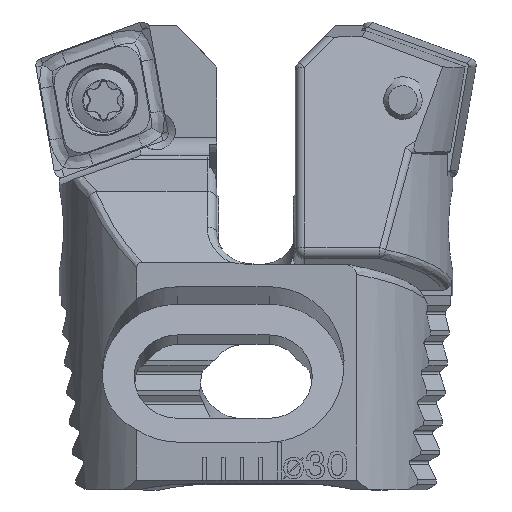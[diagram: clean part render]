
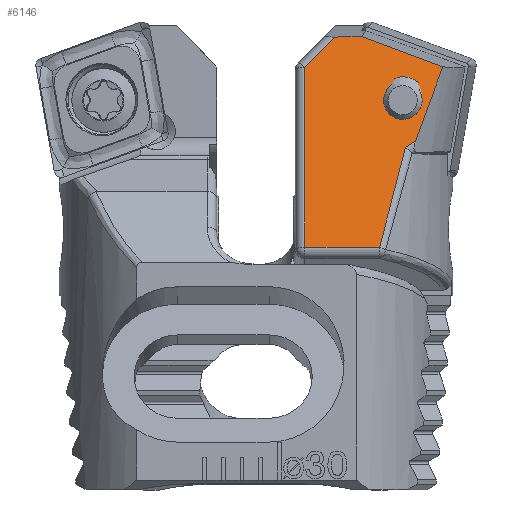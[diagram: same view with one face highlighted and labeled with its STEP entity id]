
A CAD part, top view. The second image highlights one B-rep face of the part: STEP entity #6146.
In plain terms, the highlighted face is planar.
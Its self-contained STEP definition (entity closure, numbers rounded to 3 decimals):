
#203 = DIRECTION ( 'NONE',  ( 0.933, 0.347, 0.093 ) ) ;
#459 = CARTESIAN_POINT ( 'NONE',  ( 3.777, -6.713, -6.348 ) ) ;
#859 = CARTESIAN_POINT ( 'NONE',  ( 3.23, -6.337, -6.247 ) ) ;
#878 = VECTOR ( 'NONE', #4702, 1000. ) ;
#1063 = LINE ( 'NONE', #10295, #9192 ) ;
#1228 = DIRECTION ( 'NONE',  ( -1., 0., 0. ) ) ;
#1368 = LINE ( 'NONE', #5003, #6043 ) ;
#1688 = LINE ( 'NONE', #8741, #7048 ) ;
#1909 = CARTESIAN_POINT ( 'NONE',  ( 5.156, -12.022, -7.771 ) ) ;
#2009 = EDGE_LOOP ( 'NONE', ( #7109, #7482, #8289, #4581, #4650, #7877, #5894, #9230 ) ) ;
#2079 = CARTESIAN_POINT ( 'NONE',  ( 9.15, -12.022, -7.771 ) ) ;
#2175 = VERTEX_POINT ( 'NONE', #11574 ) ;
#2216 = VERTEX_POINT ( 'NONE', #3474 ) ;
#2356 = CARTESIAN_POINT ( 'NONE',  ( 1.787, -2.399, -5.192 ) ) ;
#2631 = VERTEX_POINT ( 'NONE', #10214 ) ;
#2648 = CARTESIAN_POINT ( 'NONE',  ( 5.156, -12.022, -7.771 ) ) ;
#2711 = CARTESIAN_POINT ( 'NONE',  ( 2.117, -5.581, -6.045 ) ) ;
#2720 = CARTESIAN_POINT ( 'NONE',  ( 3.777, -6.713, -6.348 ) ) ;
#2996 = EDGE_CURVE ( 'NONE', #8342, #2631, #11767, .T. ) ;
#3003 = CARTESIAN_POINT ( 'NONE',  ( 3.704, -3.176, -5.4 ) ) ;
#3220 = EDGE_CURVE ( 'NONE', #5074, #8342, #3467, .T. ) ;
#3343 = DIRECTION ( 'NONE',  ( 0., -0.966, -0.259 ) ) ;
#3385 = DIRECTION ( 'NONE',  ( 0., -0.259, 0.966 ) ) ;
#3467 = B_SPLINE_CURVE_WITH_KNOTS ( 'NONE', 3,
 ( #2720, #4704, #6434, #859 ),
 .UNSPECIFIED., .F., .F.,
 ( 4, 4 ),
 ( 0., 0.001 ),
 .UNSPECIFIED. ) ;
#3474 = CARTESIAN_POINT ( 'NONE',  ( 9.15, -2.419, -5.198 ) ) ;
#3498 = CARTESIAN_POINT ( 'NONE',  ( 23.25, -0.004, -4.551 ) ) ;
#3603 = CARTESIAN_POINT ( 'NONE',  ( 3.704, -3.176, -5.4 ) ) ;
#4168 = CARTESIAN_POINT ( 'NONE',  ( 3.23, -6.337, -6.247 ) ) ;
#4275 = FACE_OUTER_BOUND ( 'NONE', #2009, .T. ) ;
#4513 =( BOUNDED_CURVE ( )  B_SPLINE_CURVE ( 3, ( #1909, #10241, #8460, #4766 ),
 .UNSPECIFIED., .F., .F. ) 
 B_SPLINE_CURVE_WITH_KNOTS ( ( 4, 4 ),
 ( 3.838, 4.047 ),
 .UNSPECIFIED. ) 
 CURVE ( )  GEOMETRIC_REPRESENTATION_ITEM ( )  RATIONAL_B_SPLINE_CURVE ( ( 1., 0.996, 0.996, 1. ) ) 
 REPRESENTATION_ITEM ( '' )  );
#4581 = ORIENTED_EDGE ( 'NONE', *, *, #4803, .F. ) ;
#4650 = ORIENTED_EDGE ( 'NONE', *, *, #8887, .T. ) ;
#4702 = DIRECTION ( 'NONE',  ( 0., -0.966, -0.259 ) ) ;
#4704 = CARTESIAN_POINT ( 'NONE',  ( 3.593, -6.59, -6.315 ) ) ;
#4766 = CARTESIAN_POINT ( 'NONE',  ( 3.777, -6.713, -6.348 ) ) ;
#4803 = EDGE_CURVE ( 'NONE', #2175, #5599, #9981, .T. ) ;
#4840 = LINE ( 'NONE', #6502, #878 ) ;
#5003 = CARTESIAN_POINT ( 'NONE',  ( 23.25, -12.022, -7.771 ) ) ;
#5074 = VERTEX_POINT ( 'NONE', #459 ) ;
#5096 = CARTESIAN_POINT ( 'NONE',  ( 2.255, -3.77, -5.56 ) ) ;
#5250 = CARTESIAN_POINT ( 'NONE',  ( 3.23, -6.337, -6.247 ) ) ;
#5355 = EDGE_CURVE ( 'NONE', #11836, #5074, #4513, .T. ) ;
#5553 = CARTESIAN_POINT ( 'NONE',  ( 1.695, -3.569, -5.506 ) ) ;
#5599 = VERTEX_POINT ( 'NONE', #8444 ) ;
#5894 = ORIENTED_EDGE ( 'NONE', *, *, #7166, .T. ) ;
#6043 = VECTOR ( 'NONE', #1228, 1000. ) ;
#6047 = PLANE ( 'NONE',  #11522 ) ;
#6103 = VECTOR ( 'NONE', #6509, 1000. ) ;
#6146 = ADVANCED_FACE ( 'NONE', ( #9023, #4275 ), #6047, .F. ) ;
#6261 = EDGE_CURVE ( 'NONE', #2216, #6447, #4840, .T. ) ;
#6389 = CARTESIAN_POINT ( 'NONE',  ( 4.126, -5.188, -5.94 ) ) ;
#6434 = CARTESIAN_POINT ( 'NONE',  ( 3.411, -6.464, -6.281 ) ) ;
#6447 = VERTEX_POINT ( 'NONE', #2079 ) ;
#6502 = CARTESIAN_POINT ( 'NONE',  ( 9.15, -0.004, -4.551 ) ) ;
#6509 = DIRECTION ( 'NONE',  ( -1., 0.007, 0.002 ) ) ;
#6762 = DIRECTION ( 'NONE',  ( 0.695, -0.695, -0.186 ) ) ;
#6966 = CARTESIAN_POINT ( 'NONE',  ( 2.737, -5.084, -5.912 ) ) ;
#7048 = VECTOR ( 'NONE', #6762, 1000. ) ;
#7109 = ORIENTED_EDGE ( 'NONE', *, *, #3220, .T. ) ;
#7166 = EDGE_CURVE ( 'NONE', #6447, #11836, #1368, .T. ) ;
#7377 = CARTESIAN_POINT ( 'NONE',  ( 3.704, -3.176, -5.4 ) ) ;
#7398 = EDGE_LOOP ( 'NONE', ( #9462 ) ) ;
#7482 = ORIENTED_EDGE ( 'NONE', *, *, #2996, .T. ) ;
#7518 = VERTEX_POINT ( 'NONE', #3003 ) ;
#7877 = ORIENTED_EDGE ( 'NONE', *, *, #6261, .T. ) ;
#8289 = ORIENTED_EDGE ( 'NONE', *, *, #11140, .T. ) ;
#8342 = VERTEX_POINT ( 'NONE', #4168 ) ;
#8444 = CARTESIAN_POINT ( 'NONE',  ( 6.093, -0.8, -4.764 ) ) ;
#8460 = CARTESIAN_POINT ( 'NONE',  ( 4.186, -8.659, -6.87 ) ) ;
#8741 = CARTESIAN_POINT ( 'NONE',  ( 14.706, -7.975, -6.686 ) ) ;
#8887 = EDGE_CURVE ( 'NONE', #2175, #2216, #1688, .T. ) ;
#9023 = FACE_BOUND ( 'NONE', #7398, .T. ) ;
#9192 = VECTOR ( 'NONE', #203, 1000. ) ;
#9230 = ORIENTED_EDGE ( 'NONE', *, *, #5355, .T. ) ;
#9462 = ORIENTED_EDGE ( 'NONE', *, *, #9985, .T. ) ;
#9981 = LINE ( 'NONE', #11249, #6103 ) ;
#9985 = EDGE_CURVE ( 'NONE', #7518, #7518, #10488, .T. ) ;
#10214 = CARTESIAN_POINT ( 'NONE',  ( 1.787, -2.399, -5.192 ) ) ;
#10241 = CARTESIAN_POINT ( 'NONE',  ( 4.647, -10.435, -7.345 ) ) ;
#10295 = CARTESIAN_POINT ( 'NONE',  ( 21.315, 4.856, -3.248 ) ) ;
#10488 =( BOUNDED_CURVE ( )  B_SPLINE_CURVE ( 3, ( #7377, #5553, #2711, #6389, #12000, #10946, #3603 ),
 .UNSPECIFIED., .T., .F. ) 
 B_SPLINE_CURVE_WITH_KNOTS ( ( 4, 3, 4 ),
 ( 0., 3.142, 6.283 ),
 .UNSPECIFIED. ) 
 CURVE ( )  GEOMETRIC_REPRESENTATION_ITEM ( )  RATIONAL_B_SPLINE_CURVE ( ( 1., 0.333, 0.333, 1., 0.333, 0.333, 1. ) ) 
 REPRESENTATION_ITEM ( '' )  );
#10946 = CARTESIAN_POINT ( 'NONE',  ( 5.713, -2.783, -5.295 ) ) ;
#11140 = EDGE_CURVE ( 'NONE', #2631, #5599, #1063, .T. ) ;
#11249 = CARTESIAN_POINT ( 'NONE',  ( 23.244, -0.914, -4.794 ) ) ;
#11522 = AXIS2_PLACEMENT_3D ( 'NONE', #3498, #3385, #3343 ) ;
#11574 = CARTESIAN_POINT ( 'NONE',  ( 7.54, -0.809, -4.766 ) ) ;
#11767 =( BOUNDED_CURVE ( )  B_SPLINE_CURVE ( 3, ( #5250, #6966, #5096, #2356 ),
 .UNSPECIFIED., .F., .F. ) 
 B_SPLINE_CURVE_WITH_KNOTS ( ( 4, 4 ),
 ( 4.084, 4.213 ),
 .UNSPECIFIED. ) 
 CURVE ( )  GEOMETRIC_REPRESENTATION_ITEM ( )  RATIONAL_B_SPLINE_CURVE ( ( 1., 0.999, 0.999, 1. ) ) 
 REPRESENTATION_ITEM ( '' )  );
#11836 = VERTEX_POINT ( 'NONE', #2648 ) ;
#12000 = CARTESIAN_POINT ( 'NONE',  ( 6.135, -4.795, -5.834 ) ) ;
